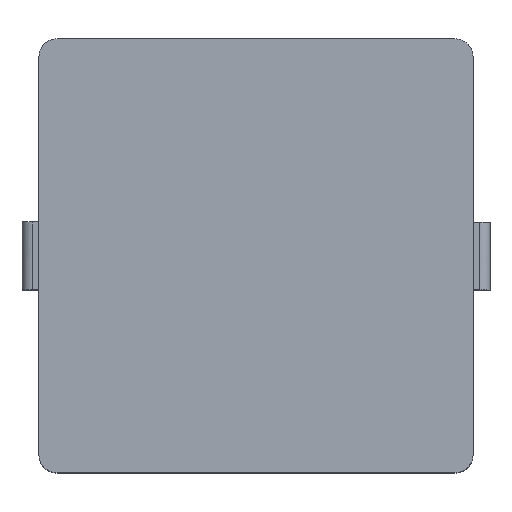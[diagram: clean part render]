
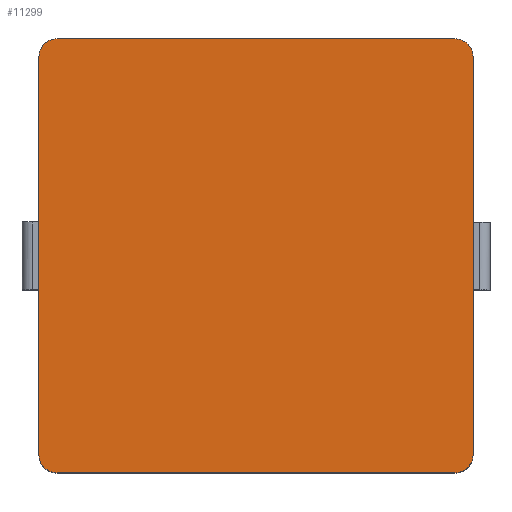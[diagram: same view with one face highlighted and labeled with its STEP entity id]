
A CAD part, top view. The second image highlights one B-rep face of the part: STEP entity #11299.
In plain terms, the highlighted free-form (B-spline) face has degree [1, 1] with [2, 2] control points.
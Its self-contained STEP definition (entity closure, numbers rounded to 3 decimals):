
#10692=CARTESIAN_POINT('',(587.27,306.781,6.));
#10693=VERTEX_POINT('',#10692);
#10700=CARTESIAN_POINT('',(587.805,306.246,6.));
#10701=VERTEX_POINT('',#10700);
#10707=CARTESIAN_POINT('',(587.805,306.246,6.));
#10708=CARTESIAN_POINT('',(587.27,306.246,6.));
#10709=CARTESIAN_POINT('',(587.27,306.781,6.));
#10710=(BOUNDED_CURVE()B_SPLINE_CURVE(2,(#10707,#10708,#10709),.CIRCULAR_ARC.,.F.,.U.)B_SPLINE_CURVE_WITH_KNOTS((3,3),(0.,1.),.UNSPECIFIED.)CURVE()GEOMETRIC_REPRESENTATION_ITEM()RATIONAL_B_SPLINE_CURVE((1.,0.707,1.))REPRESENTATION_ITEM(''));
#10711=EDGE_CURVE('',#10701,#10693,#10710,.T.);
#10723=CARTESIAN_POINT('',(599.535,306.246,6.));
#10724=VERTEX_POINT('',#10723);
#10730=CARTESIAN_POINT('',(599.535,306.246,6.));
#10731=CARTESIAN_POINT('',(587.805,306.246,6.));
#10732=B_SPLINE_CURVE_WITH_KNOTS('',1,(#10730,#10731),.POLYLINE_FORM.,.F.,.U.,(2,2),(0.,1.),.UNSPECIFIED.);
#10733=EDGE_CURVE('',#10724,#10701,#10732,.T.);
#10759=CARTESIAN_POINT('',(600.07,306.781,6.));
#10760=VERTEX_POINT('',#10759);
#10766=CARTESIAN_POINT('',(600.07,306.781,6.));
#10767=CARTESIAN_POINT('',(600.07,306.246,6.));
#10768=CARTESIAN_POINT('',(599.535,306.246,6.));
#10769=(BOUNDED_CURVE()B_SPLINE_CURVE(2,(#10766,#10767,#10768),.CIRCULAR_ARC.,.F.,.U.)B_SPLINE_CURVE_WITH_KNOTS((3,3),(0.,1.),.UNSPECIFIED.)CURVE()GEOMETRIC_REPRESENTATION_ITEM()RATIONAL_B_SPLINE_CURVE((1.,0.707,1.))REPRESENTATION_ITEM(''));
#10770=EDGE_CURVE('',#10760,#10724,#10769,.T.);
#10959=CARTESIAN_POINT('',(600.07,318.512,6.));
#10960=VERTEX_POINT('',#10959);
#10967=CARTESIAN_POINT('',(599.535,319.046,6.));
#10968=VERTEX_POINT('',#10967);
#10974=CARTESIAN_POINT('',(599.535,319.046,6.));
#10975=CARTESIAN_POINT('',(600.07,319.046,6.));
#10976=CARTESIAN_POINT('',(600.07,318.512,6.));
#10977=(BOUNDED_CURVE()B_SPLINE_CURVE(2,(#10974,#10975,#10976),.CIRCULAR_ARC.,.F.,.U.)B_SPLINE_CURVE_WITH_KNOTS((3,3),(0.,1.),.UNSPECIFIED.)CURVE()GEOMETRIC_REPRESENTATION_ITEM()RATIONAL_B_SPLINE_CURVE((1.,0.707,1.))REPRESENTATION_ITEM(''));
#10978=EDGE_CURVE('',#10968,#10960,#10977,.T.);
#10990=CARTESIAN_POINT('',(587.805,319.046,6.));
#10991=VERTEX_POINT('',#10990);
#10997=CARTESIAN_POINT('',(587.805,319.046,6.));
#10998=CARTESIAN_POINT('',(599.535,319.046,6.));
#10999=B_SPLINE_CURVE_WITH_KNOTS('',1,(#10997,#10998),.POLYLINE_FORM.,.F.,.U.,(2,2),(0.,1.),.UNSPECIFIED.);
#11000=EDGE_CURVE('',#10991,#10968,#10999,.T.);
#11026=CARTESIAN_POINT('',(587.27,318.512,6.));
#11027=VERTEX_POINT('',#11026);
#11033=CARTESIAN_POINT('',(587.27,318.512,6.));
#11034=CARTESIAN_POINT('',(587.27,319.046,6.));
#11035=CARTESIAN_POINT('',(587.805,319.046,6.));
#11036=(BOUNDED_CURVE()B_SPLINE_CURVE(2,(#11033,#11034,#11035),.CIRCULAR_ARC.,.F.,.U.)B_SPLINE_CURVE_WITH_KNOTS((3,3),(0.,1.),.UNSPECIFIED.)CURVE()GEOMETRIC_REPRESENTATION_ITEM()RATIONAL_B_SPLINE_CURVE((1.,0.707,1.))REPRESENTATION_ITEM(''));
#11037=EDGE_CURVE('',#11027,#10991,#11036,.T.);
#11225=CARTESIAN_POINT('',(600.07,318.512,6.));
#11226=CARTESIAN_POINT('',(600.07,306.781,6.));
#11227=B_SPLINE_CURVE_WITH_KNOTS('',1,(#11225,#11226),.POLYLINE_FORM.,.F.,.U.,(2,2),(0.,1.),.UNSPECIFIED.);
#11228=EDGE_CURVE('',#10960,#10760,#11227,.T.);
#11249=CARTESIAN_POINT('',(587.27,306.781,6.));
#11250=CARTESIAN_POINT('',(587.27,318.512,6.));
#11251=B_SPLINE_CURVE_WITH_KNOTS('',1,(#11249,#11250),.POLYLINE_FORM.,.F.,.U.,(2,2),(0.,1.),.UNSPECIFIED.);
#11252=EDGE_CURVE('',#10693,#11027,#11251,.T.);
#11284=CARTESIAN_POINT('',(584.619,321.697,6.));
#11285=CARTESIAN_POINT('',(602.721,321.697,6.));
#11286=CARTESIAN_POINT('',(584.619,303.595,6.));
#11287=CARTESIAN_POINT('',(602.721,303.595,6.));
#11288=B_SPLINE_SURFACE_WITH_KNOTS('',1,1,((#11284,#11285),(#11286,#11287)),.PLANE_SURF.,.F.,.F.,.U.,(2,2),(2,2),(0.,1.),(0.,1.),.UNSPECIFIED.);
#11289=ORIENTED_EDGE('',*,*,#11252,.F.);
#11290=ORIENTED_EDGE('',*,*,#10711,.F.);
#11291=ORIENTED_EDGE('',*,*,#10733,.F.);
#11292=ORIENTED_EDGE('',*,*,#10770,.F.);
#11293=ORIENTED_EDGE('',*,*,#11228,.F.);
#11294=ORIENTED_EDGE('',*,*,#10978,.F.);
#11295=ORIENTED_EDGE('',*,*,#11000,.F.);
#11296=ORIENTED_EDGE('',*,*,#11037,.F.);
#11297=EDGE_LOOP('',(#11289,#11290,#11291,#11292,#11293,#11294,#11295,#11296));
#11298=FACE_OUTER_BOUND('',#11297,.T.);
#11299=ADVANCED_FACE('',(#11298),#11288,.T.);
